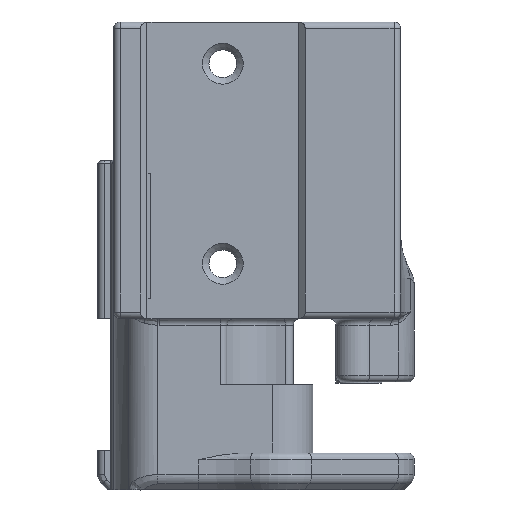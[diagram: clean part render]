
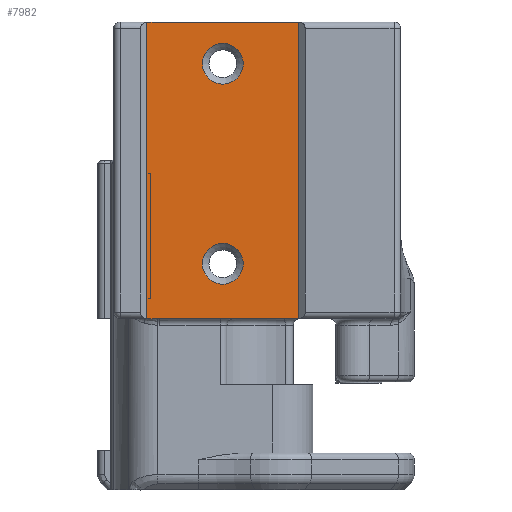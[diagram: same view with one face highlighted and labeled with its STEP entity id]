
A CAD part, left-side view. The second image highlights one B-rep face of the part: STEP entity #7982.
In plain terms, the highlighted planar face has unit normal (-1, 0, 0).
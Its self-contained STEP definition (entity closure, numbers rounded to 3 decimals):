
#776=CIRCLE('',#8734,3.1);
#777=CIRCLE('',#8735,3.1);
#2974=ORIENTED_EDGE('',*,*,#4288,.T.);
#2975=ORIENTED_EDGE('',*,*,#4289,.T.);
#2976=ORIENTED_EDGE('',*,*,#4283,.F.);
#2977=ORIENTED_EDGE('',*,*,#4290,.F.);
#2978=ORIENTED_EDGE('',*,*,#3241,.F.);
#2979=ORIENTED_EDGE('',*,*,#4291,.F.);
#2980=ORIENTED_EDGE('',*,*,#4292,.T.);
#2981=ORIENTED_EDGE('',*,*,#4293,.T.);
#2982=ORIENTED_EDGE('',*,*,#4294,.T.);
#2983=ORIENTED_EDGE('',*,*,#4295,.F.);
#3241=EDGE_CURVE('',#4420,#4421,#5119,.T.);
#4283=EDGE_CURVE('',#5047,#5048,#5715,.T.);
#4288=EDGE_CURVE('',#5051,#5051,#776,.T.);
#4289=EDGE_CURVE('',#5052,#5052,#777,.T.);
#4290=EDGE_CURVE('',#4421,#5047,#5719,.T.);
#4291=EDGE_CURVE('',#5048,#4420,#5720,.T.);
#4292=EDGE_CURVE('',#5053,#5054,#5721,.T.);
#4293=EDGE_CURVE('',#5054,#5055,#5722,.T.);
#4294=EDGE_CURVE('',#5055,#5056,#5723,.T.);
#4295=EDGE_CURVE('',#5053,#5056,#5724,.T.);
#4420=VERTEX_POINT('',#11263);
#4421=VERTEX_POINT('',#11264);
#5047=VERTEX_POINT('',#17672);
#5048=VERTEX_POINT('',#17674);
#5051=VERTEX_POINT('',#17685);
#5052=VERTEX_POINT('',#17687);
#5053=VERTEX_POINT('',#17691);
#5054=VERTEX_POINT('',#17692);
#5055=VERTEX_POINT('',#17694);
#5056=VERTEX_POINT('',#17696);
#5119=LINE('',#11262,#5773);
#5715=LINE('',#17673,#6369);
#5719=LINE('',#17688,#6373);
#5720=LINE('',#17689,#6374);
#5721=LINE('',#17690,#6375);
#5722=LINE('',#17693,#6376);
#5723=LINE('',#17695,#6377);
#5724=LINE('',#17697,#6378);
#5773=VECTOR('',#8909,1000.);
#6369=VECTOR('',#10819,1000.);
#6373=VECTOR('',#10835,1000.);
#6374=VECTOR('',#10836,1000.);
#6375=VECTOR('',#10837,1000.);
#6376=VECTOR('',#10838,1000.);
#6377=VECTOR('',#10839,1000.);
#6378=VECTOR('',#10840,1000.);
#6810=EDGE_LOOP('',(#2974));
#6811=EDGE_LOOP('',(#2975));
#6812=EDGE_LOOP('',(#2976,#2977,#2978,#2979));
#6813=EDGE_LOOP('',(#2980,#2981,#2982,#2983));
#7298=FACE_BOUND('',#6810,.T.);
#7299=FACE_BOUND('',#6811,.T.);
#7300=FACE_BOUND('',#6812,.T.);
#7301=FACE_BOUND('',#6813,.T.);
#7560=PLANE('',#8733);
#7982=ADVANCED_FACE('',(#7298,#7299,#7300,#7301),#7560,.F.);
#8733=AXIS2_PLACEMENT_3D('',#17683,#10829,#10830);
#8734=AXIS2_PLACEMENT_3D('',#17684,#10831,#10832);
#8735=AXIS2_PLACEMENT_3D('',#17686,#10833,#10834);
#8909=DIRECTION('',(0.,1.,0.));
#10819=DIRECTION('',(0.,-1.,0.));
#10829=DIRECTION('',(1.,0.,0.));
#10830=DIRECTION('',(0.,1.,0.));
#10831=DIRECTION('',(1.,0.,0.));
#10832=DIRECTION('',(0.,1.,0.));
#10833=DIRECTION('',(1.,0.,0.));
#10834=DIRECTION('',(0.,1.,0.));
#10835=DIRECTION('',(0.,0.,1.));
#10836=DIRECTION('',(0.,0.,-1.));
#10837=DIRECTION('',(0.,0.,1.));
#10838=DIRECTION('',(0.,-1.,0.));
#10839=DIRECTION('',(0.,0.,-1.));
#10840=DIRECTION('',(0.,-1.,0.));
#11262=CARTESIAN_POINT('',(-18.7,-20.469,10.));
#11263=CARTESIAN_POINT('',(-18.7,-20.469,10.));
#11264=CARTESIAN_POINT('',(-18.7,2.531,10.));
#17672=CARTESIAN_POINT('',(-18.7,2.531,55.));
#17673=CARTESIAN_POINT('',(-18.7,2.531,55.));
#17674=CARTESIAN_POINT('',(-18.7,-20.469,55.));
#17683=CARTESIAN_POINT('',(-18.7,0.,0.));
#17684=CARTESIAN_POINT('',(-18.7,-8.969,18.32));
#17685=CARTESIAN_POINT('',(-18.7,-5.869,18.32));
#17686=CARTESIAN_POINT('',(-18.7,-8.969,48.67));
#17687=CARTESIAN_POINT('',(-18.7,-5.869,48.67));
#17688=CARTESIAN_POINT('',(-18.7,2.531,10.));
#17689=CARTESIAN_POINT('',(-18.7,-20.469,55.));
#17690=CARTESIAN_POINT('',(-18.7,1.995,22.5));
#17691=CARTESIAN_POINT('',(-18.7,1.995,13.));
#17692=CARTESIAN_POINT('',(-18.7,1.995,32.));
#17693=CARTESIAN_POINT('',(-18.7,0.,32.));
#17694=CARTESIAN_POINT('',(-18.7,1.988,32.));
#17695=CARTESIAN_POINT('',(-18.7,1.988,0.));
#17696=CARTESIAN_POINT('',(-18.7,1.988,13.));
#17697=CARTESIAN_POINT('',(-18.7,-30.95,13.));
